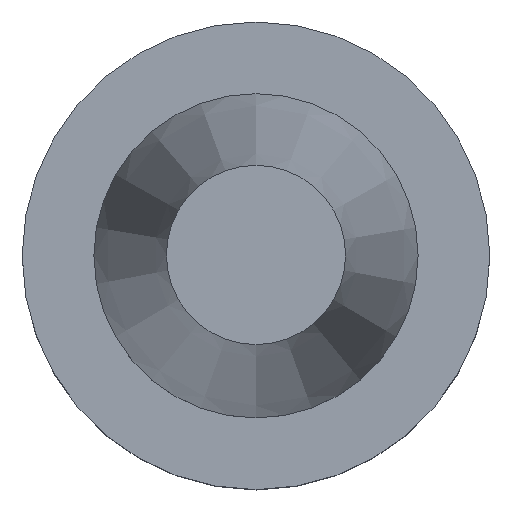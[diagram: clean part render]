
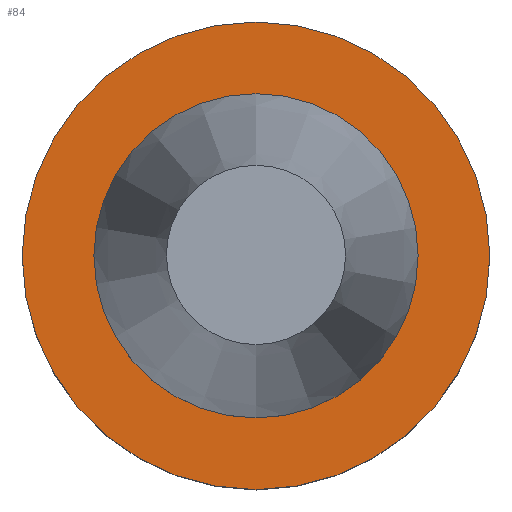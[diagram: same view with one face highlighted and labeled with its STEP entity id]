
A CAD part, top view. The second image highlights one B-rep face of the part: STEP entity #84.
In plain terms, the highlighted planar face has unit normal (0, 0, 1).
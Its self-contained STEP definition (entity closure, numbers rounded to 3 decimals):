
#84=ADVANCED_FACE('',(#121,#122),#123,.T.);
#121=FACE_OUTER_BOUND('',#176,.T.);
#122=FACE_BOUND('',#177,.T.);
#123=PLANE('',#178);
#176=EDGE_LOOP('',(#249));
#177=EDGE_LOOP('',(#250));
#178=AXIS2_PLACEMENT_3D('',#251,#252,#253);
#249=ORIENTED_EDGE('',*,*,#308,.F.);
#250=ORIENTED_EDGE('',*,*,#306,.T.);
#251=CARTESIAN_POINT('',(0.,19.474,-2.0));
#252=DIRECTION('',(0.,0.,1.0));
#253=DIRECTION('',(0.,-1.0,0.));
#306=EDGE_CURVE('',#332,#332,#333,.T.);
#308=EDGE_CURVE('',#336,#336,#337,.T.);
#332=VERTEX_POINT('',#368);
#333=CIRCLE('',#369,15.948);
#336=VERTEX_POINT('',#372);
#337=CIRCLE('',#373,23.0);
#368=CARTESIAN_POINT('',(0.,15.948,-2.0));
#369=AXIS2_PLACEMENT_3D('',#412,#413,#414);
#372=CARTESIAN_POINT('',(0.,23.0,-2.0));
#373=AXIS2_PLACEMENT_3D('',#418,#419,#420);
#412=CARTESIAN_POINT('',(0.,0.,-2.0));
#413=DIRECTION('',(0.,0.,-1.0));
#414=DIRECTION('',(0.,1.0,0.));
#418=CARTESIAN_POINT('',(0.,0.,-2.0));
#419=DIRECTION('',(0.,0.,-1.0));
#420=DIRECTION('',(0.,1.0,0.));
